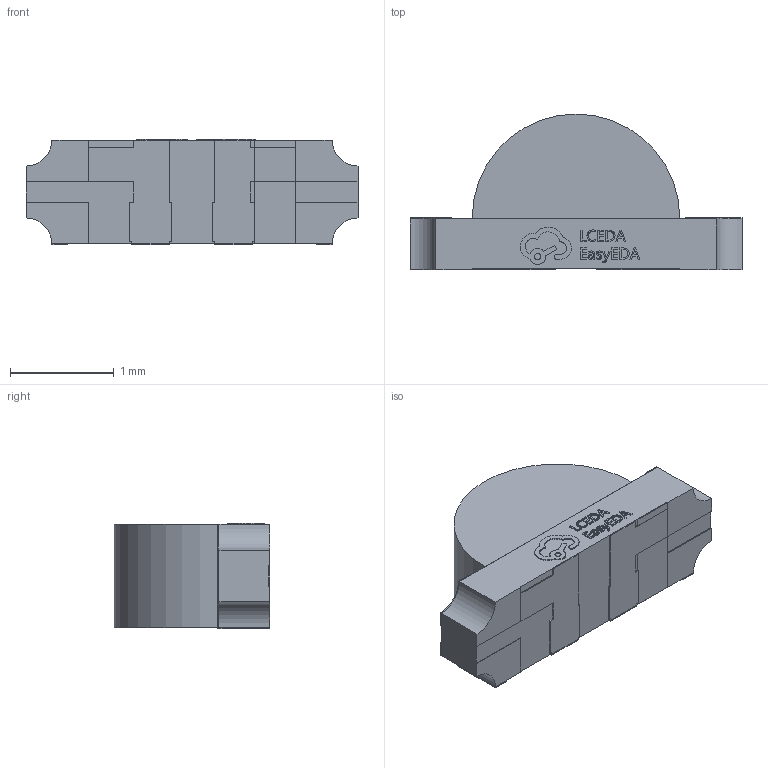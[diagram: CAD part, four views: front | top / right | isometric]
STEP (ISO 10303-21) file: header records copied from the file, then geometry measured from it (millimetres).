
FILE_DESCRIPTION(('FreeCAD Model'),'2;1');
FILE_NAME('Open CASCADE Shape Model','2024-06-19T10:39:47',('Author'),( ''),'Open CASCADE STEP processor 7.5','FreeCAD','Unknown');
FILE_SCHEMA(('AUTOMOTIVE_DESIGN { 1 0 10303 214 1 1 1 1 }'));
Length unit declared in the file: millimetre
Products named in the file (33): tSTp-U1; LED-SMD_4P-L3.2-W1.5_ZSRGB-3210C-15-C3; COMPOUND030; COMPOUND; COMPOUND001; COMPOUND002; COMPOUND003; COMPOUND004; COMPOUND005; COMPOUND006; COMPOUND007; COMPOUND008; COMPOUND009; COMPOUND010; COMPOUND011; COMPOUND012; COMPOUND013; COMPOUND014; COMPOUND015; COMPOUND016; COMPOUND017; COMPOUND018; COMPOUND019; COMPOUND020; COMPOUND021; COMPOUND022; COMPOUND023; COMPOUND024; COMPOUND025; COMPOUND026; COMPOUND027; COMPOUND028; COMPOUND029
Assembly tree (32 placements, depth 4):
  tSTp-U1
    LED-SMD_4P-L3.2-W1.5_ZSRGB-3210C-15-C3
      COMPOUND030
        COMPOUND
        COMPOUND001
        COMPOUND002
        COMPOUND003
        COMPOUND004
        COMPOUND005
        COMPOUND006
        COMPOUND007
        COMPOUND008
        COMPOUND009
        COMPOUND010
        COMPOUND011
        COMPOUND012
        COMPOUND013
        COMPOUND014
        COMPOUND015
        COMPOUND016
        COMPOUND017
        COMPOUND018
        COMPOUND019
        COMPOUND020
        COMPOUND021
        COMPOUND022
        COMPOUND023
        COMPOUND024
        COMPOUND025
        COMPOUND026
        COMPOUND027
        COMPOUND028
        COMPOUND029
Bounding box: 3.2 x 1.5 x 1.02 mm (x, y, z)
Volume: 3.1 mm3; surface area: 23.5 mm2
Topology: 30 solids, 30 shells, 378 faces, 954 edges, 636 vertices
Faces by surface type: plane 270, bspline 98, cylinder 10
Entity records: 25193 total; most frequent: CARTESIAN_POINT 6093, DIRECTION 2898, LINE 2222, VECTOR 2222, ORIENTED_EDGE 1908, PCURVE 1908, DEFINITIONAL_REPRESENTATION 1908, EDGE_CURVE 954
